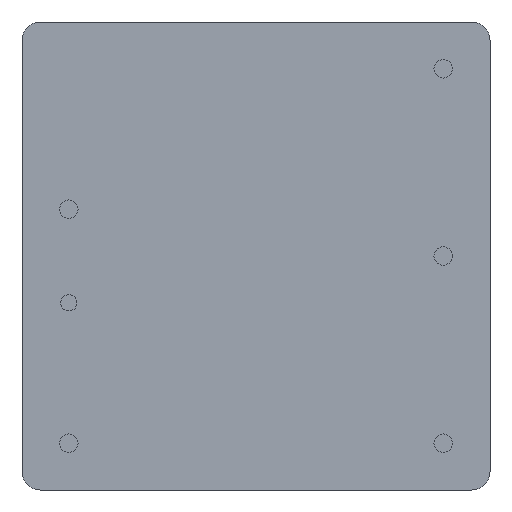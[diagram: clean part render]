
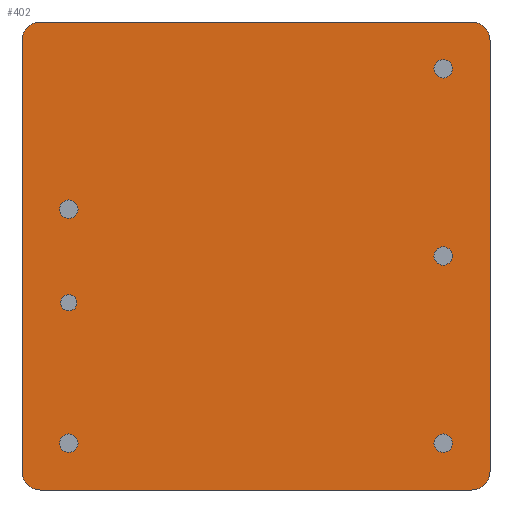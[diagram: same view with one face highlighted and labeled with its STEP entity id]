
A CAD part, front view. The second image highlights one B-rep face of the part: STEP entity #402.
In plain terms, the highlighted planar face has unit normal (0, -1, 0).
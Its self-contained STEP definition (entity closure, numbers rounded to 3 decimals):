
#31=LINE('',#703,#51);
#32=LINE('',#705,#52);
#33=LINE('',#708,#53);
#34=LINE('',#710,#54);
#51=VECTOR('',#587,10.);
#52=VECTOR('',#590,10.);
#53=VECTOR('',#595,10.);
#54=VECTOR('',#598,10.);
#70=PLANE('',#462);
#77=FACE_BOUND('',#149,.T.);
#78=FACE_BOUND('',#150,.T.);
#79=FACE_BOUND('',#151,.T.);
#80=FACE_BOUND('',#152,.T.);
#81=FACE_BOUND('',#153,.T.);
#82=FACE_BOUND('',#154,.T.);
#112=FACE_OUTER_BOUND('',#148,.T.);
#148=EDGE_LOOP('',(#345,#346,#347,#348,#349,#350,#351,#352));
#149=EDGE_LOOP('',(#353));
#150=EDGE_LOOP('',(#354));
#151=EDGE_LOOP('',(#355));
#152=EDGE_LOOP('',(#356));
#153=EDGE_LOOP('',(#357));
#154=EDGE_LOOP('',(#358));
#156=CIRCLE('',#407,0.5);
#158=CIRCLE('',#411,0.5);
#160=CIRCLE('',#415,0.5);
#162=CIRCLE('',#419,0.5);
#164=CIRCLE('',#423,0.442);
#166=CIRCLE('',#427,0.5);
#170=CIRCLE('',#434,1.);
#174=CIRCLE('',#440,1.);
#178=CIRCLE('',#446,1.);
#182=CIRCLE('',#453,1.);
#184=VERTEX_POINT('',#605);
#186=VERTEX_POINT('',#611);
#188=VERTEX_POINT('',#617);
#190=VERTEX_POINT('',#623);
#192=VERTEX_POINT('',#629);
#194=VERTEX_POINT('',#635);
#198=VERTEX_POINT('',#646);
#199=VERTEX_POINT('',#647);
#203=VERTEX_POINT('',#659);
#204=VERTEX_POINT('',#660);
#208=VERTEX_POINT('',#672);
#209=VERTEX_POINT('',#673);
#213=VERTEX_POINT('',#688);
#214=VERTEX_POINT('',#689);
#216=EDGE_CURVE('',#184,#184,#156,.T.);
#218=EDGE_CURVE('',#186,#186,#158,.T.);
#220=EDGE_CURVE('',#188,#188,#160,.T.);
#222=EDGE_CURVE('',#190,#190,#162,.T.);
#224=EDGE_CURVE('',#192,#192,#164,.T.);
#226=EDGE_CURVE('',#194,#194,#166,.T.);
#230=EDGE_CURVE('',#198,#199,#170,.T.);
#236=EDGE_CURVE('',#203,#204,#174,.T.);
#242=EDGE_CURVE('',#208,#209,#178,.T.);
#250=EDGE_CURVE('',#213,#214,#182,.T.);
#259=EDGE_CURVE('',#209,#198,#31,.T.);
#260=EDGE_CURVE('',#214,#208,#32,.T.);
#261=EDGE_CURVE('',#204,#213,#33,.T.);
#262=EDGE_CURVE('',#199,#203,#34,.T.);
#345=ORIENTED_EDGE('',*,*,#230,.F.);
#346=ORIENTED_EDGE('',*,*,#259,.F.);
#347=ORIENTED_EDGE('',*,*,#242,.F.);
#348=ORIENTED_EDGE('',*,*,#260,.F.);
#349=ORIENTED_EDGE('',*,*,#250,.F.);
#350=ORIENTED_EDGE('',*,*,#261,.F.);
#351=ORIENTED_EDGE('',*,*,#236,.F.);
#352=ORIENTED_EDGE('',*,*,#262,.F.);
#353=ORIENTED_EDGE('',*,*,#216,.T.);
#354=ORIENTED_EDGE('',*,*,#218,.T.);
#355=ORIENTED_EDGE('',*,*,#220,.T.);
#356=ORIENTED_EDGE('',*,*,#222,.T.);
#357=ORIENTED_EDGE('',*,*,#224,.T.);
#358=ORIENTED_EDGE('',*,*,#226,.T.);
#402=ADVANCED_FACE('',(#112,#77,#78,#79,#80,#81,#82),#70,.F.);
#407=AXIS2_PLACEMENT_3D('',#606,#469,#470);
#411=AXIS2_PLACEMENT_3D('',#612,#477,#478);
#415=AXIS2_PLACEMENT_3D('',#618,#485,#486);
#419=AXIS2_PLACEMENT_3D('',#624,#493,#494);
#423=AXIS2_PLACEMENT_3D('',#630,#501,#502);
#427=AXIS2_PLACEMENT_3D('',#636,#509,#510);
#434=AXIS2_PLACEMENT_3D('',#648,#523,#524);
#440=AXIS2_PLACEMENT_3D('',#661,#537,#538);
#446=AXIS2_PLACEMENT_3D('',#674,#551,#552);
#453=AXIS2_PLACEMENT_3D('',#690,#569,#570);
#462=AXIS2_PLACEMENT_3D('',#711,#599,#600);
#469=DIRECTION('center_axis',(0.,1.,0.));
#470=DIRECTION('ref_axis',(1.,0.,0.));
#477=DIRECTION('center_axis',(0.,1.,0.));
#478=DIRECTION('ref_axis',(1.,0.,0.));
#485=DIRECTION('center_axis',(0.,1.,0.));
#486=DIRECTION('ref_axis',(1.,0.,0.));
#493=DIRECTION('center_axis',(0.,1.,0.));
#494=DIRECTION('ref_axis',(1.,0.,0.));
#501=DIRECTION('center_axis',(0.,1.,0.));
#502=DIRECTION('ref_axis',(1.,0.,0.));
#509=DIRECTION('center_axis',(0.,1.,0.));
#510=DIRECTION('ref_axis',(1.,0.,0.));
#523=DIRECTION('center_axis',(0.,1.,0.));
#524=DIRECTION('ref_axis',(0.707,0.,-0.707));
#537=DIRECTION('center_axis',(0.,1.,0.));
#538=DIRECTION('ref_axis',(-0.707,0.,-0.707));
#551=DIRECTION('center_axis',(0.,1.,0.));
#552=DIRECTION('ref_axis',(0.707,0.,0.707));
#569=DIRECTION('center_axis',(0.,1.,0.));
#570=DIRECTION('ref_axis',(-0.707,0.,0.707));
#587=DIRECTION('',(0.,0.,-1.));
#590=DIRECTION('',(1.,0.,0.));
#595=DIRECTION('',(0.,0.,1.));
#598=DIRECTION('',(-1.,0.,0.));
#599=DIRECTION('center_axis',(0.,1.,0.));
#600=DIRECTION('ref_axis',(1.,0.,0.));
#605=CARTESIAN_POINT('',(9.66,0.,0.));
#606=CARTESIAN_POINT('Origin',(10.16,0.,0.));
#611=CARTESIAN_POINT('',(9.66,0.,10.16));
#612=CARTESIAN_POINT('Origin',(10.16,0.,10.16));
#617=CARTESIAN_POINT('',(9.66,0.,-10.16));
#618=CARTESIAN_POINT('Origin',(10.16,0.,-10.16));
#623=CARTESIAN_POINT('',(-10.66,0.,-10.16));
#624=CARTESIAN_POINT('Origin',(-10.16,0.,-10.16));
#629=CARTESIAN_POINT('',(-10.602,0.,-2.54));
#630=CARTESIAN_POINT('Origin',(-10.16,0.,-2.54));
#635=CARTESIAN_POINT('',(-10.66,0.,2.54));
#636=CARTESIAN_POINT('Origin',(-10.16,0.,2.54));
#646=CARTESIAN_POINT('',(12.7,0.,-11.7));
#647=CARTESIAN_POINT('',(11.7,0.,-12.7));
#648=CARTESIAN_POINT('Origin',(11.7,0.,-11.7));
#659=CARTESIAN_POINT('',(-11.7,0.,-12.7));
#660=CARTESIAN_POINT('',(-12.7,0.,-11.7));
#661=CARTESIAN_POINT('Origin',(-11.7,0.,-11.7));
#672=CARTESIAN_POINT('',(11.7,0.,12.7));
#673=CARTESIAN_POINT('',(12.7,0.,11.7));
#674=CARTESIAN_POINT('Origin',(11.7,0.,11.7));
#688=CARTESIAN_POINT('',(-12.7,0.,11.7));
#689=CARTESIAN_POINT('',(-11.7,0.,12.7));
#690=CARTESIAN_POINT('Origin',(-11.7,0.,11.7));
#703=CARTESIAN_POINT('',(12.7,0.,12.7));
#705=CARTESIAN_POINT('',(-12.7,0.,12.7));
#708=CARTESIAN_POINT('',(-12.7,0.,-12.7));
#710=CARTESIAN_POINT('',(12.7,0.,-12.7));
#711=CARTESIAN_POINT('Origin',(0.,0.,0.));
